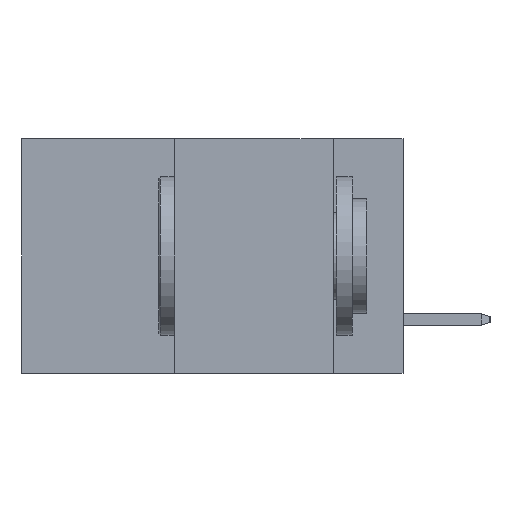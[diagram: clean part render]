
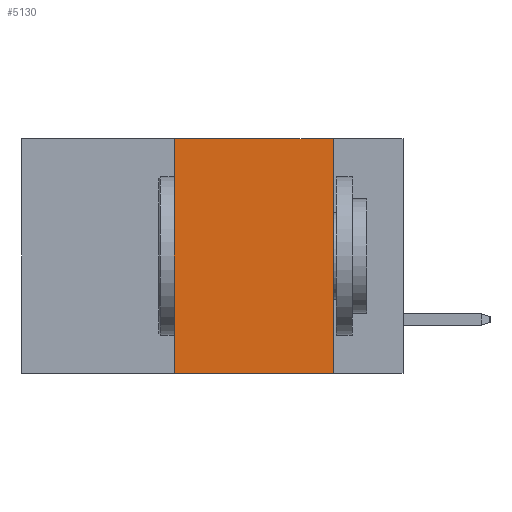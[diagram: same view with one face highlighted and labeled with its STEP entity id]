
A CAD part, left-side view. The second image highlights one B-rep face of the part: STEP entity #5130.
In plain terms, the highlighted planar face has unit normal (-1, 0, 0).
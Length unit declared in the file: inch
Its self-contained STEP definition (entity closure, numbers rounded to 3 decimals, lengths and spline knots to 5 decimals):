
#56 = CARTESIAN_POINT ( 'NONE',  ( 0., 0.36, 0. ) ) ;
#304 = CARTESIAN_POINT ( 'NONE',  ( 0., 0.36, -0.37 ) ) ;
#461 = CARTESIAN_POINT ( 'NONE',  ( 0., 0.6, -0.37 ) ) ;
#875 = EDGE_CURVE ( 'NONE', #8098, #8290, #14471, .T. ) ;
#2380 = LINE ( 'NONE', #7827, #10554 ) ;
#3537 = DIRECTION ( 'NONE',  ( 0., 0., 1. ) ) ;
#3999 = DIRECTION ( 'NONE',  ( 0., -1., 0. ) ) ;
#4054 = CARTESIAN_POINT ( 'NONE',  ( 0., 0.11, 0. ) ) ;
#4851 = DIRECTION ( 'NONE',  ( 0., -1., 0. ) ) ;
#5130 = ADVANCED_FACE ( 'NONE', ( #11709 ), #6371, .F. ) ;
#5821 = EDGE_CURVE ( 'NONE', #14639, #13253, #2380, .T. ) ;
#6112 = CARTESIAN_POINT ( 'NONE',  ( 0., 0.6, 0. ) ) ;
#6266 = AXIS2_PLACEMENT_3D ( 'NONE', #8238, #9669, #10910 ) ;
#6371 = PLANE ( 'NONE',  #6266 ) ;
#7498 = CARTESIAN_POINT ( 'NONE',  ( 0., 0.11, -0.37 ) ) ;
#7709 = DIRECTION ( 'NONE',  ( 0., 0., -1. ) ) ;
#7827 = CARTESIAN_POINT ( 'NONE',  ( 0., 0.36, 0. ) ) ;
#8098 = VERTEX_POINT ( 'NONE', #4054 ) ;
#8238 = CARTESIAN_POINT ( 'NONE',  ( 0., 0.6, 0. ) ) ;
#8241 = ORIENTED_EDGE ( 'NONE', *, *, #875, .F. ) ;
#8290 = VERTEX_POINT ( 'NONE', #7498 ) ;
#8519 = LINE ( 'NONE', #461, #14416 ) ;
#8799 = CARTESIAN_POINT ( 'NONE',  ( 0., 0.11, 0. ) ) ;
#9669 = DIRECTION ( 'NONE',  ( 1., 0., 0. ) ) ;
#10345 = EDGE_LOOP ( 'NONE', ( #8241, #10953, #16014, #15114 ) ) ;
#10554 = VECTOR ( 'NONE', #3537, 39.37008 ) ;
#10725 = VECTOR ( 'NONE', #7709, 39.37008 ) ;
#10910 = DIRECTION ( 'NONE',  ( 0., 0., -1. ) ) ;
#10953 = ORIENTED_EDGE ( 'NONE', *, *, #14722, .F. ) ;
#11709 = FACE_OUTER_BOUND ( 'NONE', #10345, .T. ) ;
#11987 = VECTOR ( 'NONE', #4851, 39.37008 ) ;
#13253 = VERTEX_POINT ( 'NONE', #56 ) ;
#14416 = VECTOR ( 'NONE', #3999, 39.37008 ) ;
#14471 = LINE ( 'NONE', #8799, #10725 ) ;
#14639 = VERTEX_POINT ( 'NONE', #304 ) ;
#14722 = EDGE_CURVE ( 'NONE', #13253, #8098, #15633, .T. ) ;
#15114 = ORIENTED_EDGE ( 'NONE', *, *, #16194, .T. ) ;
#15633 = LINE ( 'NONE', #6112, #11987 ) ;
#16014 = ORIENTED_EDGE ( 'NONE', *, *, #5821, .F. ) ;
#16194 = EDGE_CURVE ( 'NONE', #14639, #8290, #8519, .T. ) ;
